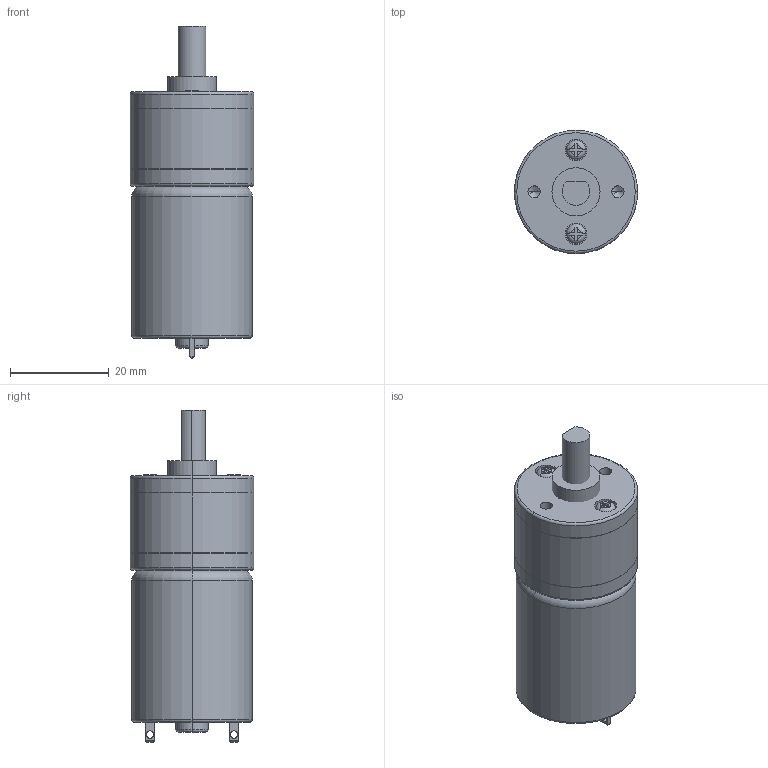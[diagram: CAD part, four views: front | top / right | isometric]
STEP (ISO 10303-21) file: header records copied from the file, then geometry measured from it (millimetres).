
FILE_DESCRIPTION (( 'STEP AP203' ), '1' );
FILE_NAME ('25ga-370-280-rpm-dc Motor.stp_Default_sldprt.STEP', '2022-02-22T13:16:57', ( '' ), ( '' ), 'SwSTEP 2.0', 'SolidWorks 2021', '' );
FILE_SCHEMA (( 'CONFIG_CONTROL_DESIGN' ));
Length unit declared in the file: millimetre
Products named in the file (1): 25ga-370-280-rpm-dc Motor.stp_Default_sldprt
Bounding box: 25 x 25 x 67.29 mm (x, y, z)
Volume: 24222.2 mm3; surface area: 6793.3 mm2
Topology: 7 solids, 9 shells, 142 faces, 320 edges, 198 vertices
Faces by surface type: plane 70, cylinder 46, torus 14, cone 8, bspline 4
Entity records: 4071 total; most frequent: CARTESIAN_POINT 897, DIRECTION 656, ORIENTED_EDGE 624, EDGE_CURVE 312, AXIS2_PLACEMENT_3D 253, VERTEX_POINT 198, EDGE_LOOP 156, VECTOR 150
